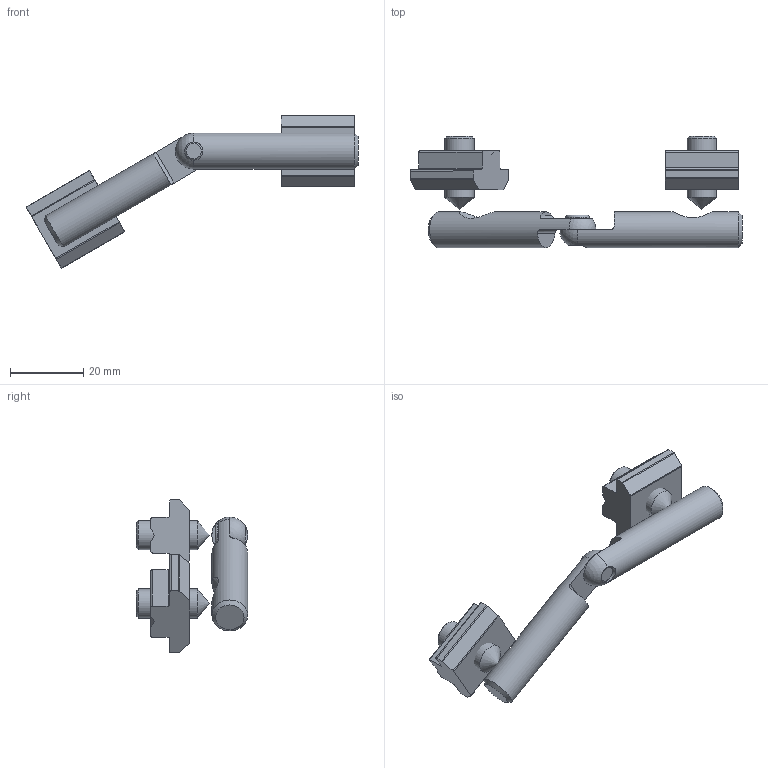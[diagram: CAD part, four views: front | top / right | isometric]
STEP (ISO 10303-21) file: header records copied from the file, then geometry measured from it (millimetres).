
FILE_DESCRIPTION( ( 'STEP AP203' ), '1' );
FILE_NAME( '099BG100810180(-30).stp', '2021-11-22T12:44:04', ( 'License CC BY-ND 4.0' ), ( 'CADENAS' ), ' ', 'PARTsolutions', ' ' );
FILE_SCHEMA( ( 'CONFIG_CONTROL_DESIGN' ) );
Length unit declared in the file: millimetre
Products named in the file (5): 099BG100810180(-30); _099BG100810180_part2; _099BG100810180_part1; _099BG100810180_part3; _099BG100810180_part4
Assembly tree (6 placements, depth 2):
  099BG100810180(-30)
    _099BG100810180_part2
    _099BG100810180_part1
    _099BG100810180_part3  x2
    _099BG100810180_part4  x2
Bounding box: 90.92 x 30.5 x 41.89 mm (x, y, z)
Volume: 12648.5 mm3; surface area: 7531.6 mm2
Topology: 6 solids, 6 shells, 120 faces, 320 edges, 210 vertices
Faces by surface type: plane 73, cylinder 33, cone 11, sphere 2, torus 1
Full cylindrical faces by diameter (mm): 5 x3, 6.5 x1, 6.8 x2, 8 x2, 9.8 x2
Entity records: 2542 total; most frequent: CARTESIAN_POINT 660, DIRECTION 364, ORIENTED_EDGE 328, EDGE_CURVE 164, AXIS2_PLACEMENT_3D 141, VERTEX_POINT 119, EDGE_LOOP 96, FACE_OUTER_BOUND 83
